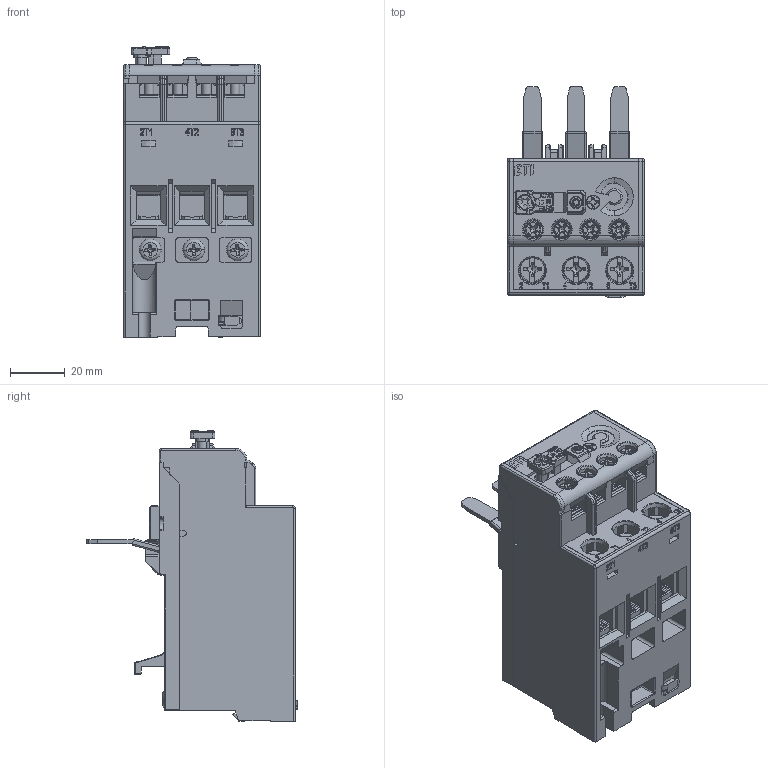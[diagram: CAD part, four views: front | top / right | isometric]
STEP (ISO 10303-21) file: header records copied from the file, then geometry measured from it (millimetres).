
FILE_DESCRIPTION((''),'2;1');
FILE_NAME('RE67-1D3_ASM','2018-05-15T',('luka.skrinjar'),('Audax d.o.o.'),'CREO PARAMETRIC BY PTC INC, 2016050','CREO PARAMETRIC BY PTC INC, 2016050','');
FILE_SCHEMA(('AUTOMOTIVE_DESIGN { 1 0 10303 214 1 1 1 1 }'));
Products named in the file (35): RW67-1D3_1_1; RW67-1D3_1_2; RW67-1D3_1_3; RW67-1D3_1_4; RW67-1D3_1_5; RW67-1D3_1_6; RW67-1D3_1_7; RW67-1D3_1_8; RW67-1D3_1_9; RW67-1D3_1_10; RW67-1D3_1_11; RW67-1D3_1_12; RW67-1D3_1_13; RW67-1D3_1_14; RW67-1D3_1_15; RW67-1D3_1_16; RW67-1D3_1_17; RW67-1D3_1_18; RW67-1D3_1_19; RW67-1D3_1_20; RW67-1D3_1_21; RW67-1D3_1_22; RW67-1D3_1_23; RW67-1D3_1_24; RW67-1D3_1_25; RW67-1D3_1_26; RW67-1D3_1_27; RW67-1D3_1_28; RW67-1D3_1_29; RW67-1D3_1_30; RW67-1D3_1_31; RW67-1D3_1_32; RW67-1D3_1_ASM; ETI; RE67-1D3_ASM
Assembly tree (34 placements, depth 3):
  RE67-1D3_ASM
    RW67-1D3_1_ASM
      RW67-1D3_1_1
      RW67-1D3_1_2
      RW67-1D3_1_3
      RW67-1D3_1_4
      RW67-1D3_1_5
      RW67-1D3_1_6
      RW67-1D3_1_7
      RW67-1D3_1_8
      RW67-1D3_1_9
      RW67-1D3_1_10
      RW67-1D3_1_11
      RW67-1D3_1_12
      RW67-1D3_1_13
      RW67-1D3_1_14
      RW67-1D3_1_15
      RW67-1D3_1_16
      RW67-1D3_1_17
      RW67-1D3_1_18
      RW67-1D3_1_19
      RW67-1D3_1_20
      RW67-1D3_1_21
      RW67-1D3_1_22
      RW67-1D3_1_23
      RW67-1D3_1_24
      RW67-1D3_1_25
      RW67-1D3_1_26
      RW67-1D3_1_27
      RW67-1D3_1_28
      RW67-1D3_1_29
      RW67-1D3_1_30
      RW67-1D3_1_31
      RW67-1D3_1_32
    ETI
Bounding box: 50 x 77.2 x 106.5 mm (x, y, z)
Volume: 12412.5 mm3; surface area: 66724.4 mm2
Topology: 35 solids, 76 shells, 3383 faces, 9266 edges, 5998 vertices
Faces by surface type: plane 1940, cylinder 776, cone 174, torus 157, extrusion 143, bspline 119, revolution 60, sphere 14
Entity records: 127198 total; most frequent: CARTESIAN_POINT 40966, ORIENTED_EDGE 18070, DIRECTION 15911, EDGE_CURVE 9232, VERTEX_POINT 5998, VECTOR 5591, LINE 5448, AXIS2_PLACEMENT_3D 5130
